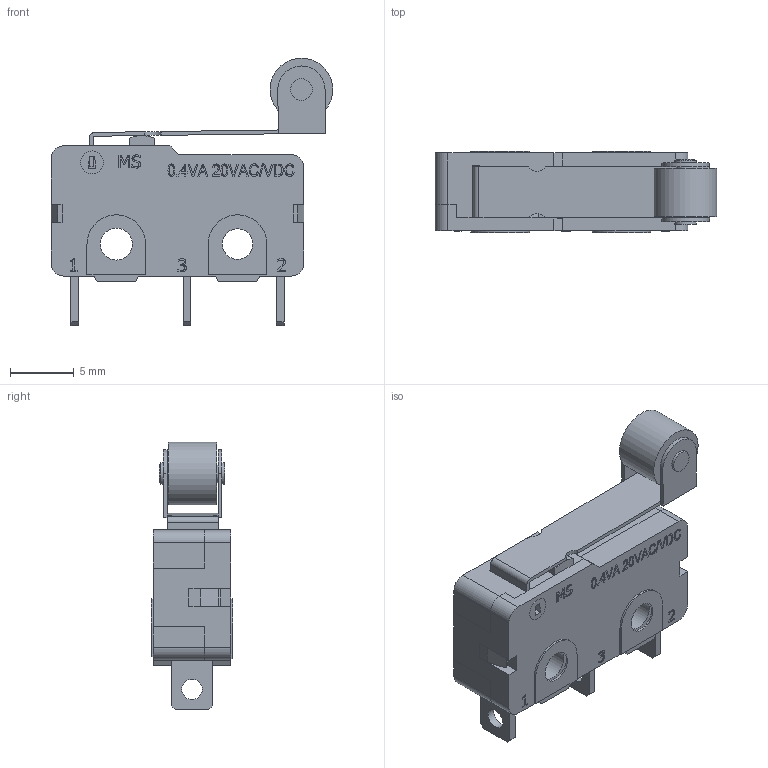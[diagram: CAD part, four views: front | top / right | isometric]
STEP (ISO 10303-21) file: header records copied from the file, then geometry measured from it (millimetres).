
FILE_DESCRIPTION(/* description */ (''),/* implementation_level */ '2;1');
FILE_NAME(/* name */ 'MS085R105FxxxS1C.stp',/* time_stamp */ '2025-05-27T12:14:44-05:00',/* author */ ('mroman'),/* organization */ (''),/* preprocessor_version */ 'ST-DEVELOPER v18.1',/* originating_system */ 'Autodesk Inventor 2022',/* authorisation */ '');
FILE_SCHEMA (('AUTOMOTIVE_DESIGN { 1 0 10303 214 3 1 1 }'));
Length unit declared in the file: centimetre
Products named in the file (1): MS085R105FxxxS1C
Bounding box: 22.06 x 6.4 x 20.97 mm (x, y, z)
Volume: 897.1 mm3; surface area: 1814.4 mm2
Topology: 1 solids, 4 shells, 667 faces, 1794 edges, 1185 vertices
Faces by surface type: plane 439, bspline 192, cylinder 36
Full cylindrical faces by diameter (mm): 1.4 x3, 1.6 x3, 1.7 x2, 1.8 x1, 2.4 x2, 2.5 x2, 3.7 x2, 4.92 x1
Entity records: 21626 total; most frequent: CARTESIAN_POINT 6072, ORIENTED_EDGE 3598, DIRECTION 2435, EDGE_CURVE 1799, LINE 1347, VECTOR 1347, VERTEX_POINT 1185, EDGE_LOOP 734
